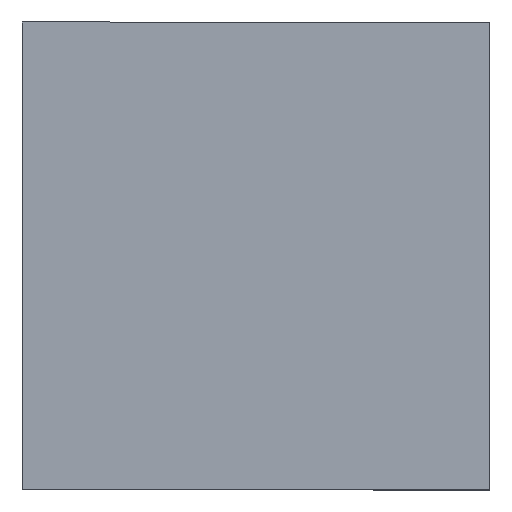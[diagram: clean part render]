
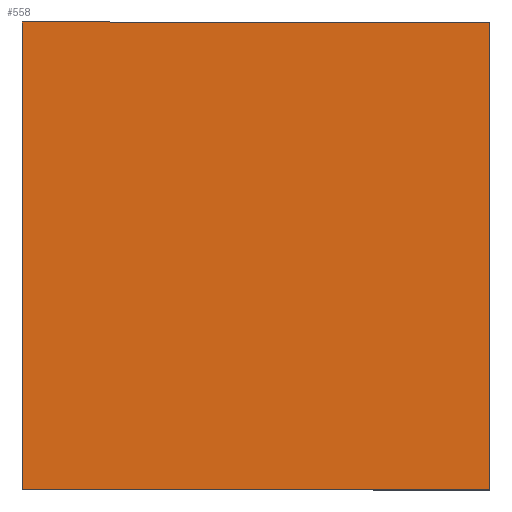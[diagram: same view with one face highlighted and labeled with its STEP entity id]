
A CAD part, top view. The second image highlights one B-rep face of the part: STEP entity #558.
In plain terms, the highlighted free-form (B-spline) face has degree [1, 1] with [2, 2] control points.
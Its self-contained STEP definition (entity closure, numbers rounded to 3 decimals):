
#519=CARTESIAN_POINT('',(-12.5,12.5,25.0));
#520=CARTESIAN_POINT('',(-12.5,-12.5,25.0));
#521=CARTESIAN_POINT('',(12.5,12.5,25.0));
#522=CARTESIAN_POINT('',(12.5,-12.5,25.0));
#523=B_SPLINE_SURFACE_WITH_KNOTS('',1,1,((#519,#521),(#520,#522)),.UNSPECIFIED.,.F.,.F.,.U.,(2,2),(2,2),(0.0,25.),(0.0,25.),.UNSPECIFIED.);
#524=CARTESIAN_POINT('',(12.5,-12.5,25.0));
#525=VERTEX_POINT('',#524);
#526=CARTESIAN_POINT('',(-12.5,-12.5,25.0));
#527=VERTEX_POINT('',#526);
#528=CARTESIAN_POINT('',(12.5,-12.5,25.0));
#529=DIRECTION('',(-1.0,0.0,0.0));
#530=VECTOR('',#529,25.0);
#531=LINE('',#528,#530);
#532=EDGE_CURVE('',#525,#527,#531,.T.);
#533=ORIENTED_EDGE('',*,*,#532,.F.);
#534=CARTESIAN_POINT('',(12.5,12.5,25.0));
#535=VERTEX_POINT('',#534);
#536=CARTESIAN_POINT('',(12.5,12.5,25.0));
#537=DIRECTION('',(0.0,-1.0,0.0));
#538=VECTOR('',#537,25.0);
#539=LINE('',#536,#538);
#540=EDGE_CURVE('',#535,#525,#539,.T.);
#541=ORIENTED_EDGE('',*,*,#540,.F.);
#542=CARTESIAN_POINT('',(-12.5,12.5,25.0));
#543=VERTEX_POINT('',#542);
#544=CARTESIAN_POINT('',(-12.5,12.5,25.0));
#545=DIRECTION('',(1.0,0.0,0.0));
#546=VECTOR('',#545,25.0);
#547=LINE('',#544,#546);
#548=EDGE_CURVE('',#543,#535,#547,.T.);
#549=ORIENTED_EDGE('',*,*,#548,.F.);
#550=CARTESIAN_POINT('',(-12.5,-12.5,25.0));
#551=DIRECTION('',(0.0,1.0,0.0));
#552=VECTOR('',#551,25.0);
#553=LINE('',#550,#552);
#554=EDGE_CURVE('',#527,#543,#553,.T.);
#555=ORIENTED_EDGE('',*,*,#554,.F.);
#556=EDGE_LOOP('',(#533,#541,#549,#555));
#557=FACE_OUTER_BOUND('',#556,.T.);
#558=ADVANCED_FACE('',(#557),#523,.T.);
